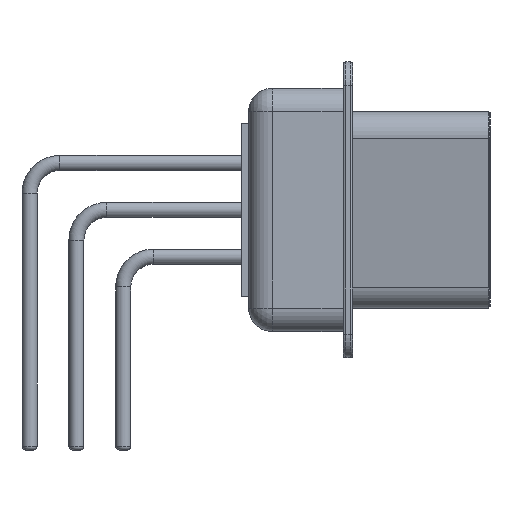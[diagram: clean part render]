
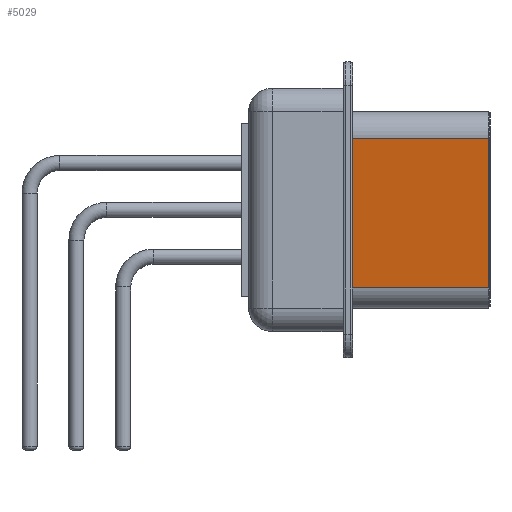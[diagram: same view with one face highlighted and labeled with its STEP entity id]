
A CAD part, left-side view. The second image highlights one B-rep face of the part: STEP entity #5029.
In plain terms, the highlighted planar face has unit normal (-0.99, 0, -0.144).
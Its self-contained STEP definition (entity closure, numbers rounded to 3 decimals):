
#4242 = VERTEX_POINT('',#4243);
#4243 = CARTESIAN_POINT('',(-4.046,-19.41,9.256));
#4291 = VERTEX_POINT('',#4292);
#4292 = CARTESIAN_POINT('',(-3.132,-19.41,2.956));
#4298 = EDGE_CURVE('',#4242,#4291,#4299,.T.);
#4299 = LINE('',#4300,#4301);
#4300 = CARTESIAN_POINT('',(-4.046,-19.41,9.256));
#4301 = VECTOR('',#4302,1.);
#4302 = DIRECTION('',(0.144,0.,-0.99
));
#4986 = VERTEX_POINT('',#4987);
#4987 = CARTESIAN_POINT('',(-4.046,-13.66,9.256));
#4994 = EDGE_CURVE('',#4986,#4242,#4995,.T.);
#4995 = LINE('',#4996,#4997);
#4996 = CARTESIAN_POINT('',(-4.046,-13.66,9.256));
#4997 = VECTOR('',#4998,1.);
#4998 = DIRECTION('',(0.,-1.,0.));
#5029 = ADVANCED_FACE('',(#5030),#5048,.T.);
#5030 = FACE_BOUND('',#5031,.T.);
#5031 = EDGE_LOOP('',(#5032,#5040,#5041,#5042));
#5032 = ORIENTED_EDGE('',*,*,#5033,.T.);
#5033 = EDGE_CURVE('',#5034,#4291,#5036,.T.);
#5034 = VERTEX_POINT('',#5035);
#5035 = CARTESIAN_POINT('',(-3.132,-13.66,2.956));
#5036 = LINE('',#5037,#5038);
#5037 = CARTESIAN_POINT('',(-3.132,-13.66,2.956));
#5038 = VECTOR('',#5039,1.);
#5039 = DIRECTION('',(0.,-1.,0.));
#5040 = ORIENTED_EDGE('',*,*,#4298,.F.);
#5041 = ORIENTED_EDGE('',*,*,#4994,.F.);
#5042 = ORIENTED_EDGE('',*,*,#5043,.F.);
#5043 = EDGE_CURVE('',#5034,#4986,#5044,.T.);
#5044 = LINE('',#5045,#5046);
#5045 = CARTESIAN_POINT('',(-3.008,-13.66,2.1));
#5046 = VECTOR('',#5047,1.);
#5047 = DIRECTION('',(-0.144,0.,0.99)
);
#5048 = PLANE('',#5049);
#5049 = AXIS2_PLACEMENT_3D('',#5050,#5051,#5052);
#5050 = CARTESIAN_POINT('',(-3.008,-13.66,2.1));
#5051 = DIRECTION('',(-0.99,0.,
-0.144));
#5052 = DIRECTION('',(-0.144,0.,0.99)
);
